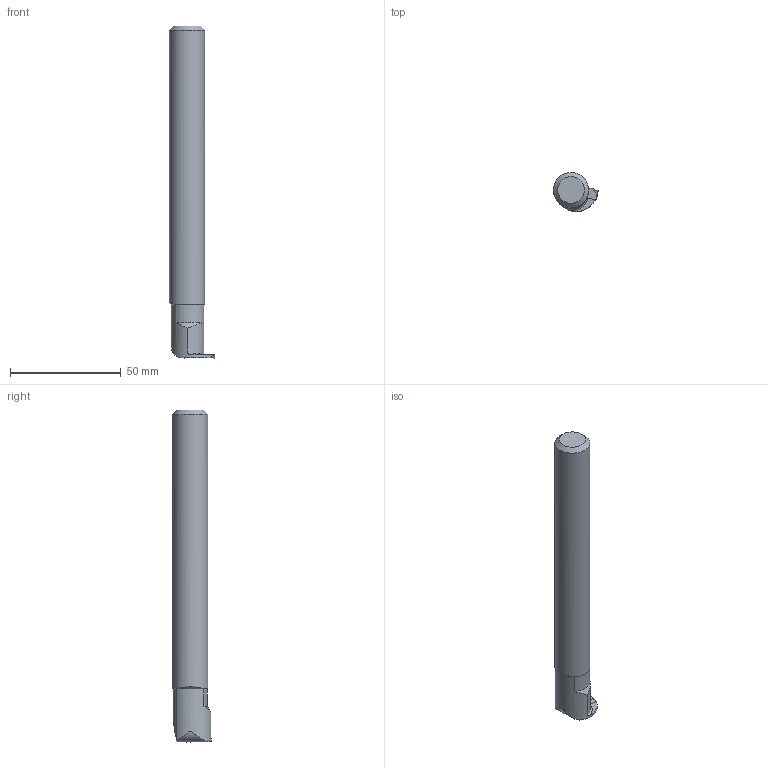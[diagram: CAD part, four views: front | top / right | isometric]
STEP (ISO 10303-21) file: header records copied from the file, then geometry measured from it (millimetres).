
FILE_DESCRIPTION(/* description */ (''),/* implementation_level */ '2;1');
FILE_NAME(/* name */ '1553751123119.stp',/* time_stamp */ '2019-03-28T11:02:24+06:00',/* author */ (''),/* organization */ ('SMS'),/* preprocessor_version */ 'ST-DEVELOPER v15',/* originating_system */ 'SIEMENS PLM Software NX 8.5',/* authorisation */ '');
FILE_SCHEMA (('AUTOMOTIVE_DESIGN { 1 0 10303 214 3 1 1 1 }'));
Length unit declared in the file: millimetre
Products named in the file (4): ASSEMBLY_CONSTRUCTION; 201539459mod000_00; 201887235mod000_00; 201887234mod000_00
Assembly tree (3 placements, depth 2):
  201887234mod000_00
    201887235mod000_00
    201539459mod000_00
    ASSEMBLY_CONSTRUCTION
Bounding box: 20.38 x 17.43 x 150.03 mm (x, y, z)
Volume: 29209.4 mm3; surface area: 8049 mm2
Topology: 2 solids, 3 shells, 82 faces, 226 edges, 155 vertices
Faces by surface type: plane 31, cylinder 17, extrusion 16, bspline 9, cone 7, torus 1, sphere 1
Full cylindrical faces by diameter (mm): 15.875 x1
Entity records: 3248 total; most frequent: CARTESIAN_POINT 1211, ORIENTED_EDGE 434, DIRECTION 311, EDGE_CURVE 217, VERTEX_POINT 144, VECTOR 113, B_SPLINE_CURVE_WITH_KNOTS 104, AXIS2_PLACEMENT_3D 99
